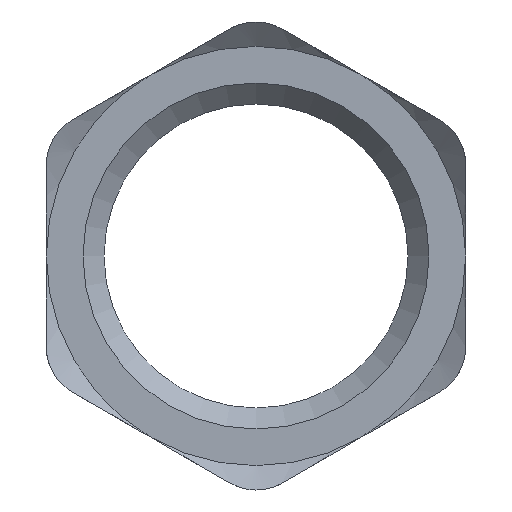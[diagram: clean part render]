
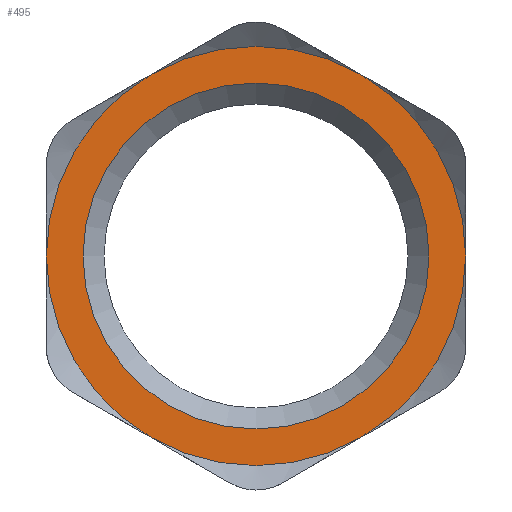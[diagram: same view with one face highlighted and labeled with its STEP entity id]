
A CAD part, front view. The second image highlights one B-rep face of the part: STEP entity #495.
In plain terms, the highlighted planar face has unit normal (0, -1, 0).
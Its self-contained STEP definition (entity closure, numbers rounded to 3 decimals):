
#56=FACE_BOUND('',#105,.T.);
#58=PLANE('',#551);
#75=FACE_OUTER_BOUND('',#104,.T.);
#104=EDGE_LOOP('',(#310,#311,#312,#313,#314,#315));
#105=EDGE_LOOP('',(#316));
#164=CIRCLE('',#547,8.25);
#167=CIRCLE('',#552,10.);
#168=CIRCLE('',#553,10.);
#169=CIRCLE('',#554,10.);
#170=CIRCLE('',#555,10.);
#171=CIRCLE('',#556,10.);
#172=CIRCLE('',#557,10.);
#181=VERTEX_POINT('',#704);
#184=VERTEX_POINT('',#714);
#185=VERTEX_POINT('',#715);
#186=VERTEX_POINT('',#717);
#187=VERTEX_POINT('',#719);
#188=VERTEX_POINT('',#721);
#189=VERTEX_POINT('',#723);
#229=EDGE_CURVE('',#181,#181,#164,.T.);
#233=EDGE_CURVE('',#184,#185,#167,.T.);
#234=EDGE_CURVE('',#185,#186,#168,.T.);
#235=EDGE_CURVE('',#186,#187,#169,.T.);
#236=EDGE_CURVE('',#187,#188,#170,.T.);
#237=EDGE_CURVE('',#188,#189,#171,.T.);
#238=EDGE_CURVE('',#189,#184,#172,.T.);
#310=ORIENTED_EDGE('',*,*,#233,.T.);
#311=ORIENTED_EDGE('',*,*,#234,.T.);
#312=ORIENTED_EDGE('',*,*,#235,.T.);
#313=ORIENTED_EDGE('',*,*,#236,.T.);
#314=ORIENTED_EDGE('',*,*,#237,.T.);
#315=ORIENTED_EDGE('',*,*,#238,.T.);
#316=ORIENTED_EDGE('',*,*,#229,.F.);
#495=ADVANCED_FACE('',(#75,#56),#58,.F.);
#547=AXIS2_PLACEMENT_3D('',#706,#598,#599);
#551=AXIS2_PLACEMENT_3D('',#713,#607,#608);
#552=AXIS2_PLACEMENT_3D('',#716,#609,#610);
#553=AXIS2_PLACEMENT_3D('',#718,#611,#612);
#554=AXIS2_PLACEMENT_3D('',#720,#613,#614);
#555=AXIS2_PLACEMENT_3D('',#722,#615,#616);
#556=AXIS2_PLACEMENT_3D('',#724,#617,#618);
#557=AXIS2_PLACEMENT_3D('',#725,#619,#620);
#598=DIRECTION('center_axis',(0.,-1.,0.));
#599=DIRECTION('ref_axis',(-1.,0.,0.));
#607=DIRECTION('center_axis',(0.,1.,0.));
#608=DIRECTION('ref_axis',(0.,0.,1.));
#609=DIRECTION('center_axis',(0.,-1.,0.));
#610=DIRECTION('ref_axis',(1.,0.,0.));
#611=DIRECTION('center_axis',(0.,-1.,0.));
#612=DIRECTION('ref_axis',(1.,0.,0.));
#613=DIRECTION('center_axis',(0.,-1.,0.));
#614=DIRECTION('ref_axis',(1.,0.,0.));
#615=DIRECTION('center_axis',(0.,-1.,0.));
#616=DIRECTION('ref_axis',(1.,0.,0.));
#617=DIRECTION('center_axis',(0.,-1.,0.));
#618=DIRECTION('ref_axis',(1.,0.,0.));
#619=DIRECTION('center_axis',(0.,-1.,0.));
#620=DIRECTION('ref_axis',(1.,0.,0.));
#704=CARTESIAN_POINT('',(8.25,1.,0.));
#706=CARTESIAN_POINT('Origin',(0.,1.,0.));
#713=CARTESIAN_POINT('Origin',(0.,1.,10.));
#714=CARTESIAN_POINT('',(5.,1.,8.66));
#715=CARTESIAN_POINT('',(-5.,1.,8.66));
#716=CARTESIAN_POINT('Origin',(0.,1.,0.));
#717=CARTESIAN_POINT('',(-10.,1.,0.));
#718=CARTESIAN_POINT('Origin',(0.,1.,0.));
#719=CARTESIAN_POINT('',(-5.,1.,-8.66));
#720=CARTESIAN_POINT('Origin',(0.,1.,0.));
#721=CARTESIAN_POINT('',(5.,1.,-8.66));
#722=CARTESIAN_POINT('Origin',(0.,1.,0.));
#723=CARTESIAN_POINT('',(10.,1.,0.));
#724=CARTESIAN_POINT('Origin',(0.,1.,0.));
#725=CARTESIAN_POINT('Origin',(0.,1.,0.));
